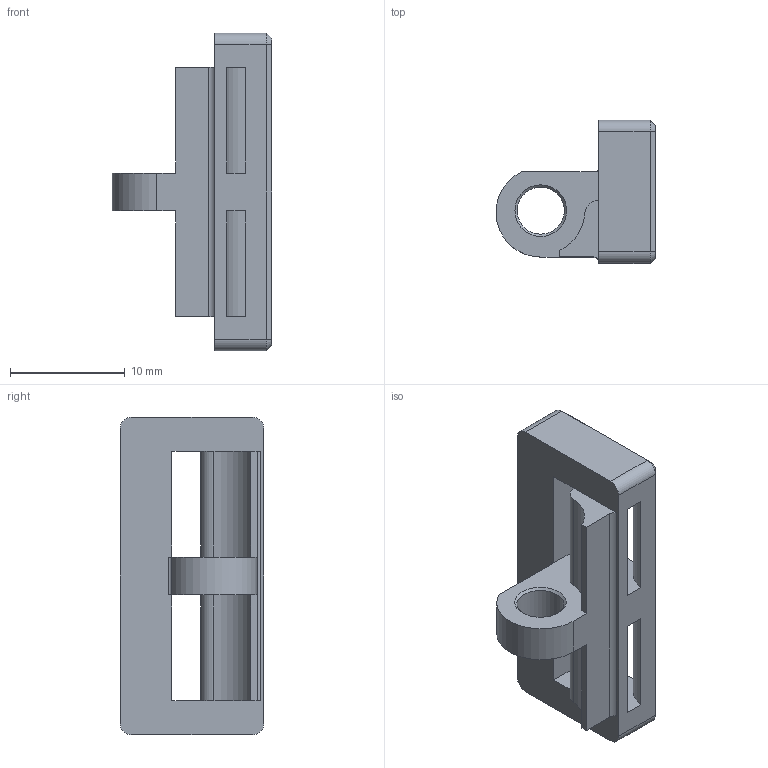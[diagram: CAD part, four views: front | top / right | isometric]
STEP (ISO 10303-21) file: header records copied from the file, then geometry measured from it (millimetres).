
FILE_DESCRIPTION(/* description */ (''),/* implementation_level */ '2;1');
FILE_NAME(/* name */ 'Jaguar SLM Belt Clip x2.step',/* time_stamp */ '2024-04-05T14:15:22-04:00',/* author */ (''),/* organization */ (''),/* preprocessor_version */ 'ST-DEVELOPER v20',/* originating_system */ 'Autodesk Translation Framework v12.20.1.177',/* authorisation */ '');
FILE_SCHEMA (('AUTOMOTIVE_DESIGN { 1 0 10303 214 3 1 1 }'));
Length unit declared in the file: millimetre
Products named in the file (1): Printed Part Belt Clip
Bounding box: 13.93 x 12.5 x 27.7 mm (x, y, z)
Volume: 1660.6 mm3; surface area: 1631.4 mm2
Topology: 1 solids, 1 shells, 50 faces, 135 edges, 86 vertices
Faces by surface type: plane 28, cylinder 16, cone 6
Full cylindrical faces by diameter (mm): 4.1 x1
Entity records: 1623 total; most frequent: DIRECTION 277, CARTESIAN_POINT 272, ORIENTED_EDGE 270, EDGE_CURVE 135, LINE 95, VECTOR 95, AXIS2_PLACEMENT_3D 91, VERTEX_POINT 86
